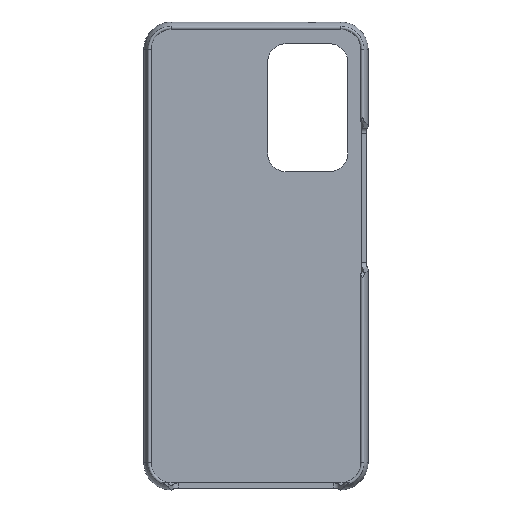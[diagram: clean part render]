
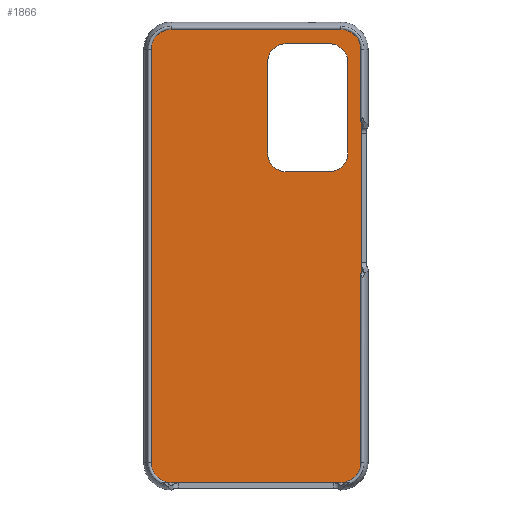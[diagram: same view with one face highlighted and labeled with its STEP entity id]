
A CAD part, top view. The second image highlights one B-rep face of the part: STEP entity #1866.
In plain terms, the highlighted planar face has unit normal (0, 0, 1).
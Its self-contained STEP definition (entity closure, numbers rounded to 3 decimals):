
#644 = EDGE_CURVE('',#645,#647,#649,.T.);
#645 = VERTEX_POINT('',#646);
#646 = CARTESIAN_POINT('',(-36.565,-71.9,0.));
#647 = VERTEX_POINT('',#648);
#648 = CARTESIAN_POINT('',(-36.565,71.9,0.));
#649 = LINE('',#650,#651);
#650 = CARTESIAN_POINT('',(-36.565,-71.9,0.));
#651 = VECTOR('',#652,1.);
#652 = DIRECTION('',(0.,1.,0.));
#686 = EDGE_CURVE('',#687,#645,#689,.T.);
#687 = VERTEX_POINT('',#688);
#688 = CARTESIAN_POINT('',(-29.55,-78.915,0.));
#689 = CIRCLE('',#690,7.015);
#690 = AXIS2_PLACEMENT_3D('',#691,#692,#693);
#691 = CARTESIAN_POINT('',(-29.55,-71.9,0.));
#692 = DIRECTION('',(0.,0.,-1.));
#693 = DIRECTION('',(1.,0.,0.));
#773 = EDGE_CURVE('',#647,#774,#776,.T.);
#774 = VERTEX_POINT('',#775);
#775 = CARTESIAN_POINT('',(-29.55,78.915,0.));
#776 = CIRCLE('',#777,7.015);
#777 = AXIS2_PLACEMENT_3D('',#778,#779,#780);
#778 = CARTESIAN_POINT('',(-29.55,71.9,0.));
#779 = DIRECTION('',(0.,0.,-1.));
#780 = DIRECTION('',(1.,0.,0.));
#807 = EDGE_CURVE('',#808,#687,#810,.T.);
#808 = VERTEX_POINT('',#809);
#809 = CARTESIAN_POINT('',(29.55,-78.915,0.));
#810 = LINE('',#811,#812);
#811 = CARTESIAN_POINT('',(29.55,-78.915,0.));
#812 = VECTOR('',#813,1.);
#813 = DIRECTION('',(-1.,0.,0.));
#903 = EDGE_CURVE('',#904,#808,#906,.T.);
#904 = VERTEX_POINT('',#905);
#905 = CARTESIAN_POINT('',(36.565,-71.9,0.));
#906 = CIRCLE('',#907,7.015);
#907 = AXIS2_PLACEMENT_3D('',#908,#909,#910);
#908 = CARTESIAN_POINT('',(29.55,-71.9,0.));
#909 = DIRECTION('',(0.,0.,-1.));
#910 = DIRECTION('',(1.,0.,0.));
#947 = EDGE_CURVE('',#774,#948,#950,.T.);
#948 = VERTEX_POINT('',#949);
#949 = CARTESIAN_POINT('',(29.55,78.915,0.));
#950 = LINE('',#951,#952);
#951 = CARTESIAN_POINT('',(-29.55,78.915,0.));
#952 = VECTOR('',#953,1.);
#953 = DIRECTION('',(1.,0.,0.));
#1083 = EDGE_CURVE('',#948,#1084,#1086,.T.);
#1084 = VERTEX_POINT('',#1085);
#1085 = CARTESIAN_POINT('',(36.565,71.9,0.));
#1086 = CIRCLE('',#1087,7.015);
#1087 = AXIS2_PLACEMENT_3D('',#1088,#1089,#1090);
#1088 = CARTESIAN_POINT('',(29.55,71.9,0.));
#1089 = DIRECTION('',(0.,0.,-1.));
#1090 = DIRECTION('',(1.,0.,0.));
#1866 = ADVANCED_FACE('',(#1867,#1882),#1952,.T.);
#1867 = FACE_BOUND('',#1868,.T.);
#1868 = EDGE_LOOP('',(#1869,#1870,#1871,#1872,#1873,#1879,#1880,#1881));
#1869 = ORIENTED_EDGE('',*,*,#644,.F.);
#1870 = ORIENTED_EDGE('',*,*,#686,.F.);
#1871 = ORIENTED_EDGE('',*,*,#807,.F.);
#1872 = ORIENTED_EDGE('',*,*,#903,.F.);
#1873 = ORIENTED_EDGE('',*,*,#1874,.F.);
#1874 = EDGE_CURVE('',#1084,#904,#1875,.T.);
#1875 = LINE('',#1876,#1877);
#1876 = CARTESIAN_POINT('',(36.565,0.,
    0.));
#1877 = VECTOR('',#1878,1.);
#1878 = DIRECTION('',(0.,-1.,0.));
#1879 = ORIENTED_EDGE('',*,*,#1083,.F.);
#1880 = ORIENTED_EDGE('',*,*,#947,.F.);
#1881 = ORIENTED_EDGE('',*,*,#773,.F.);
#1882 = FACE_BOUND('',#1883,.T.);
#1883 = EDGE_LOOP('',(#1884,#1895,#1903,#1912,#1920,#1929,#1937,#1946));
#1884 = ORIENTED_EDGE('',*,*,#1885,.F.);
#1885 = EDGE_CURVE('',#1886,#1888,#1890,.T.);
#1886 = VERTEX_POINT('',#1887);
#1887 = CARTESIAN_POINT('',(10.5,73.85,0.));
#1888 = VERTEX_POINT('',#1889);
#1889 = CARTESIAN_POINT('',(4.,67.35,0.));
#1890 = CIRCLE('',#1891,6.5);
#1891 = AXIS2_PLACEMENT_3D('',#1892,#1893,#1894);
#1892 = CARTESIAN_POINT('',(10.5,67.35,0.));
#1893 = DIRECTION('',(0.,0.,1.));
#1894 = DIRECTION('',(1.,0.,0.));
#1895 = ORIENTED_EDGE('',*,*,#1896,.T.);
#1896 = EDGE_CURVE('',#1886,#1897,#1899,.T.);
#1897 = VERTEX_POINT('',#1898);
#1898 = CARTESIAN_POINT('',(25.5,73.85,0.));
#1899 = LINE('',#1900,#1901);
#1900 = CARTESIAN_POINT('',(10.5,73.85,0.));
#1901 = VECTOR('',#1902,1.);
#1902 = DIRECTION('',(1.,0.,0.));
#1903 = ORIENTED_EDGE('',*,*,#1904,.F.);
#1904 = EDGE_CURVE('',#1905,#1897,#1907,.T.);
#1905 = VERTEX_POINT('',#1906);
#1906 = CARTESIAN_POINT('',(32.,67.35,0.));
#1907 = CIRCLE('',#1908,6.5);
#1908 = AXIS2_PLACEMENT_3D('',#1909,#1910,#1911);
#1909 = CARTESIAN_POINT('',(25.5,67.35,0.));
#1910 = DIRECTION('',(0.,0.,1.));
#1911 = DIRECTION('',(1.,0.,0.));
#1912 = ORIENTED_EDGE('',*,*,#1913,.T.);
#1913 = EDGE_CURVE('',#1905,#1914,#1916,.T.);
#1914 = VERTEX_POINT('',#1915);
#1915 = CARTESIAN_POINT('',(32.,35.85,0.));
#1916 = LINE('',#1917,#1918);
#1917 = CARTESIAN_POINT('',(32.,67.35,0.));
#1918 = VECTOR('',#1919,1.);
#1919 = DIRECTION('',(0.,-1.,0.));
#1920 = ORIENTED_EDGE('',*,*,#1921,.F.);
#1921 = EDGE_CURVE('',#1922,#1914,#1924,.T.);
#1922 = VERTEX_POINT('',#1923);
#1923 = CARTESIAN_POINT('',(25.5,29.35,0.));
#1924 = CIRCLE('',#1925,6.5);
#1925 = AXIS2_PLACEMENT_3D('',#1926,#1927,#1928);
#1926 = CARTESIAN_POINT('',(25.5,35.85,0.));
#1927 = DIRECTION('',(0.,0.,1.));
#1928 = DIRECTION('',(1.,0.,0.));
#1929 = ORIENTED_EDGE('',*,*,#1930,.T.);
#1930 = EDGE_CURVE('',#1922,#1931,#1933,.T.);
#1931 = VERTEX_POINT('',#1932);
#1932 = CARTESIAN_POINT('',(10.5,29.35,0.));
#1933 = LINE('',#1934,#1935);
#1934 = CARTESIAN_POINT('',(25.5,29.35,0.));
#1935 = VECTOR('',#1936,1.);
#1936 = DIRECTION('',(-1.,0.,-0.));
#1937 = ORIENTED_EDGE('',*,*,#1938,.F.);
#1938 = EDGE_CURVE('',#1939,#1931,#1941,.T.);
#1939 = VERTEX_POINT('',#1940);
#1940 = CARTESIAN_POINT('',(4.,35.85,0.));
#1941 = CIRCLE('',#1942,6.5);
#1942 = AXIS2_PLACEMENT_3D('',#1943,#1944,#1945);
#1943 = CARTESIAN_POINT('',(10.5,35.85,0.));
#1944 = DIRECTION('',(0.,0.,1.));
#1945 = DIRECTION('',(1.,0.,0.));
#1946 = ORIENTED_EDGE('',*,*,#1947,.T.);
#1947 = EDGE_CURVE('',#1939,#1888,#1948,.T.);
#1948 = LINE('',#1949,#1950);
#1949 = CARTESIAN_POINT('',(4.,35.85,0.));
#1950 = VECTOR('',#1951,1.);
#1951 = DIRECTION('',(0.,1.,0.));
#1952 = PLANE('',#1953);
#1953 = AXIS2_PLACEMENT_3D('',#1954,#1955,#1956);
#1954 = CARTESIAN_POINT('',(0.,0.,
    0.));
#1955 = DIRECTION('',(0.,0.,1.));
#1956 = DIRECTION('',(0.,1.,0.));
